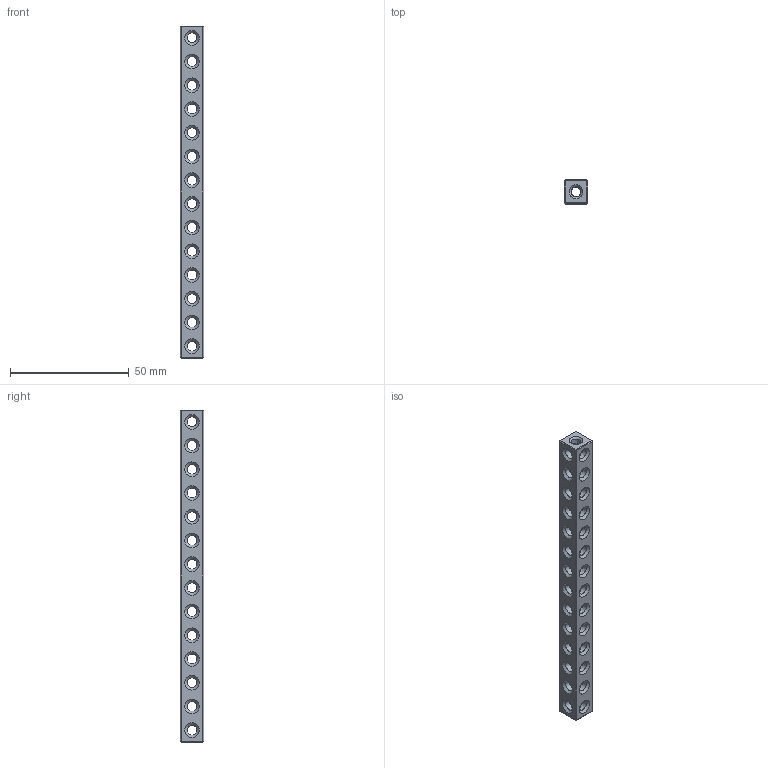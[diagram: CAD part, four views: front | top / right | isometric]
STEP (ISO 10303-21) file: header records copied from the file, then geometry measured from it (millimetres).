
FILE_DESCRIPTION(('FreeCAD Model'),'2;1');
FILE_NAME('Open CASCADE Shape Model','2024-10-01T21:25:13',('Author'),( ''),'Open CASCADE STEP processor 7.7','Ondsel','Unknown');
FILE_SCHEMA(('AUTOMOTIVE_DESIGN { 1 0 10303 214 1 1 1 1 }'));
Length unit declared in the file: millimetre
Products named in the file (1): Body
Bounding box: 10 x 10 x 140 mm (x, y, z)
Volume: 9159.5 mm3; surface area: 7921.6 mm2
Topology: 1 solids, 1 shells, 155 faces, 573 edges, 364 vertices
Faces by surface type: cylinder 71, cone 58, plane 26
Full cylindrical faces by diameter (mm): 4.2 x71
Entity records: 6521 total; most frequent: DIRECTION 1281, ORIENTED_EDGE 1146, CARTESIAN_POINT 1093, EDGE_CURVE 573, AXIS2_PLACEMENT_3D 552, VERTEX_POINT 364, ELLIPSE 280, FACE_BOUND 213
